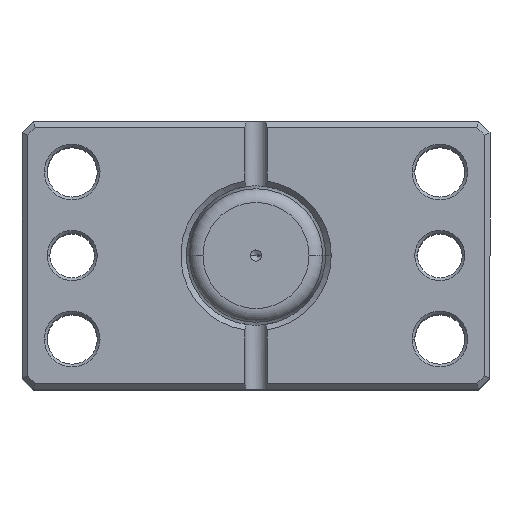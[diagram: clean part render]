
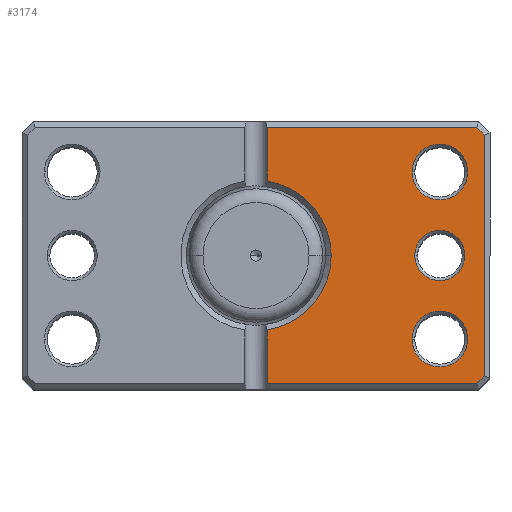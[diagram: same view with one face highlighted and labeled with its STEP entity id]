
A CAD part, top view. The second image highlights one B-rep face of the part: STEP entity #3174.
In plain terms, the highlighted face is planar.
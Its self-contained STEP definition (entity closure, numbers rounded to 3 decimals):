
#80 = EDGE_CURVE ( 'NONE', #6783, #3743, #1143, .T. ) ;
#82 = ORIENTED_EDGE ( 'NONE', *, *, #2277, .T. ) ;
#154 = VECTOR ( 'NONE', #5573, 1000. ) ;
#190 = DIRECTION ( 'NONE',  ( -0.707, 0.707, 0. ) ) ;
#208 = CARTESIAN_POINT ( 'NONE',  ( -31.293, 31.293, 0. ) ) ;
#211 = ORIENTED_EDGE ( 'NONE', *, *, #5942, .T. ) ;
#282 = ORIENTED_EDGE ( 'NONE', *, *, #80, .T. ) ;
#334 = ORIENTED_EDGE ( 'NONE', *, *, #2331, .T. ) ;
#392 = CARTESIAN_POINT ( 'NONE',  ( -2., 23., 0. ) ) ;
#413 = LINE ( 'NONE', #7019, #6043 ) ;
#430 = CARTESIAN_POINT ( 'NONE',  ( -28.5, 0., 0. ) ) ;
#441 = VERTEX_POINT ( 'NONE', #5359 ) ;
#509 = DIRECTION ( 'NONE',  ( 0., 0., 1. ) ) ;
#527 = DIRECTION ( 'NONE',  ( 0., -1., 0. ) ) ;
#610 = ORIENTED_EDGE ( 'NONE', *, *, #5640, .T. ) ;
#702 = LINE ( 'NONE', #1815, #5229 ) ;
#868 = VERTEX_POINT ( 'NONE', #2247 ) ;
#903 = EDGE_CURVE ( 'NONE', #3345, #6341, #2074, .T. ) ;
#996 = LINE ( 'NONE', #2311, #154 ) ;
#1024 = ORIENTED_EDGE ( 'NONE', *, *, #1189, .T. ) ;
#1143 = CIRCLE ( 'NONE', #1474, 4.5 ) ;
#1189 = EDGE_CURVE ( 'NONE', #4620, #6571, #3276, .T. ) ;
#1347 = EDGE_CURVE ( 'NONE', #5241, #441, #702, .T. ) ;
#1369 = DIRECTION ( 'NONE',  ( 0., 0., 1. ) ) ;
#1474 = AXIS2_PLACEMENT_3D ( 'NONE', #2968, #1634, #2755 ) ;
#1545 = CARTESIAN_POINT ( 'NONE',  ( -33., 15., 0. ) ) ;
#1559 = PLANE ( 'NONE',  #5541 ) ;
#1613 = CARTESIAN_POINT ( 'NONE',  ( -33., -15., 0. ) ) ;
#1634 = DIRECTION ( 'NONE',  ( 0., 0., 1. ) ) ;
#1703 = VECTOR ( 'NONE', #527, 1000. ) ;
#1815 = CARTESIAN_POINT ( 'NONE',  ( -31.293, -31.293, 0. ) ) ;
#2074 = CIRCLE ( 'NONE', #5818, 5. ) ;
#2081 = DIRECTION ( 'NONE',  ( 1., 0., 0. ) ) ;
#2109 = EDGE_CURVE ( 'NONE', #2891, #3929, #4772, .T. ) ;
#2146 = EDGE_CURVE ( 'NONE', #3042, #4354, #5888, .T. ) ;
#2163 = DIRECTION ( 'NONE',  ( 1., 0., 0. ) ) ;
#2207 = CARTESIAN_POINT ( 'NONE',  ( -28., -15., 0. ) ) ;
#2247 = CARTESIAN_POINT ( 'NONE',  ( -13.5, 0., 0. ) ) ;
#2277 = EDGE_CURVE ( 'NONE', #4583, #2463, #5382, .T. ) ;
#2307 = CIRCLE ( 'NONE', #2439, 4.5 ) ;
#2309 = CARTESIAN_POINT ( 'NONE',  ( -2., -23., 0. ) ) ;
#2311 = CARTESIAN_POINT ( 'NONE',  ( 0., -23., 0. ) ) ;
#2331 = EDGE_CURVE ( 'NONE', #3743, #6783, #2307, .T. ) ;
#2419 = DIRECTION ( 'NONE',  ( 0., 0., 1. ) ) ;
#2439 = AXIS2_PLACEMENT_3D ( 'NONE', #5678, #2419, #6221 ) ;
#2463 = VERTEX_POINT ( 'NONE', #6338 ) ;
#2699 = CARTESIAN_POINT ( 'NONE',  ( 0., 0., 0. ) ) ;
#2719 = CARTESIAN_POINT ( 'NONE',  ( -41., 0., 0. ) ) ;
#2755 = DIRECTION ( 'NONE',  ( 1., 0., 0. ) ) ;
#2891 = VERTEX_POINT ( 'NONE', #3526 ) ;
#2965 = VECTOR ( 'NONE', #6510, 1000. ) ;
#2968 = CARTESIAN_POINT ( 'NONE',  ( -33., 0., 0. ) ) ;
#2970 = DIRECTION ( 'NONE',  ( 0., 0., 1. ) ) ;
#3009 = VECTOR ( 'NONE', #4910, 1000. ) ;
#3042 = VERTEX_POINT ( 'NONE', #392 ) ;
#3109 = EDGE_LOOP ( 'NONE', ( #3111, #1024 ) ) ;
#3111 = ORIENTED_EDGE ( 'NONE', *, *, #6190, .T. ) ;
#3148 = ORIENTED_EDGE ( 'NONE', *, *, #6562, .T. ) ;
#3174 = ADVANCED_FACE ( 'NONE', ( #3740, #6462, #4843, #3404 ), #1559, .F. ) ;
#3269 = ORIENTED_EDGE ( 'NONE', *, *, #2146, .T. ) ;
#3276 = CIRCLE ( 'NONE', #6668, 5. ) ;
#3292 = CARTESIAN_POINT ( 'NONE',  ( -2., 13.351, 0. ) ) ;
#3345 = VERTEX_POINT ( 'NONE', #3453 ) ;
#3404 = FACE_OUTER_BOUND ( 'NONE', #6565, .T. ) ;
#3453 = CARTESIAN_POINT ( 'NONE',  ( -38., -15., 0. ) ) ;
#3465 = CARTESIAN_POINT ( 'NONE',  ( -33., -15., 0. ) ) ;
#3471 = CARTESIAN_POINT ( 'NONE',  ( -37.5, 0., 0. ) ) ;
#3526 = CARTESIAN_POINT ( 'NONE',  ( -2., -13.351, 0. ) ) ;
#3639 = CARTESIAN_POINT ( 'NONE',  ( -41., 21.586, 0. ) ) ;
#3740 = FACE_BOUND ( 'NONE', #5050, .T. ) ;
#3743 = VERTEX_POINT ( 'NONE', #430 ) ;
#3768 = DIRECTION ( 'NONE',  ( 1., 0., 0. ) ) ;
#3794 = CIRCLE ( 'NONE', #6089, 13.5 ) ;
#3929 = VERTEX_POINT ( 'NONE', #2309 ) ;
#4005 = DIRECTION ( 'NONE',  ( 0.707, 0.707, 0. ) ) ;
#4075 = CARTESIAN_POINT ( 'NONE',  ( -39.586, -23., 0. ) ) ;
#4225 = LINE ( 'NONE', #2719, #2965 ) ;
#4245 = ORIENTED_EDGE ( 'NONE', *, *, #5431, .T. ) ;
#4316 = DIRECTION ( 'NONE',  ( 1., 0., 0. ) ) ;
#4341 = CARTESIAN_POINT ( 'NONE',  ( -2., 24., 0. ) ) ;
#4354 = VERTEX_POINT ( 'NONE', #3292 ) ;
#4443 = AXIS2_PLACEMENT_3D ( 'NONE', #6212, #2970, #6766 ) ;
#4583 = VERTEX_POINT ( 'NONE', #3639 ) ;
#4620 = VERTEX_POINT ( 'NONE', #5850 ) ;
#4628 = CARTESIAN_POINT ( 'NONE',  ( 0., 0., 0. ) ) ;
#4772 = LINE ( 'NONE', #4341, #1703 ) ;
#4843 = FACE_BOUND ( 'NONE', #3109, .T. ) ;
#4910 = DIRECTION ( 'NONE',  ( 0., -1., 0. ) ) ;
#5045 = ORIENTED_EDGE ( 'NONE', *, *, #1347, .T. ) ;
#5050 = EDGE_LOOP ( 'NONE', ( #282, #334 ) ) ;
#5066 = AXIS2_PLACEMENT_3D ( 'NONE', #1613, #5436, #2163 ) ;
#5185 = DIRECTION ( 'NONE',  ( 1., 0., 0. ) ) ;
#5229 = VECTOR ( 'NONE', #190, 1000. ) ;
#5232 = DIRECTION ( 'NONE',  ( 0., 0., 1. ) ) ;
#5241 = VERTEX_POINT ( 'NONE', #4075 ) ;
#5359 = CARTESIAN_POINT ( 'NONE',  ( -41., -21.586, 0. ) ) ;
#5360 = DIRECTION ( 'NONE',  ( 0., 0., 1. ) ) ;
#5382 = LINE ( 'NONE', #208, #6651 ) ;
#5431 = EDGE_CURVE ( 'NONE', #2463, #3042, #413, .T. ) ;
#5436 = DIRECTION ( 'NONE',  ( 0., 0., 1. ) ) ;
#5448 = ORIENTED_EDGE ( 'NONE', *, *, #2109, .T. ) ;
#5479 = EDGE_CURVE ( 'NONE', #6341, #3345, #5871, .T. ) ;
#5541 = AXIS2_PLACEMENT_3D ( 'NONE', #2699, #509, #4316 ) ;
#5573 = DIRECTION ( 'NONE',  ( -1., 0., 0. ) ) ;
#5640 = EDGE_CURVE ( 'NONE', #3929, #5241, #996, .T. ) ;
#5678 = CARTESIAN_POINT ( 'NONE',  ( -33., 0., 0. ) ) ;
#5818 = AXIS2_PLACEMENT_3D ( 'NONE', #3465, #6283, #6342 ) ;
#5850 = CARTESIAN_POINT ( 'NONE',  ( -28., 15., 0. ) ) ;
#5868 = ORIENTED_EDGE ( 'NONE', *, *, #5479, .T. ) ;
#5871 = CIRCLE ( 'NONE', #5066, 5. ) ;
#5888 = LINE ( 'NONE', #6009, #3009 ) ;
#5942 = EDGE_CURVE ( 'NONE', #868, #2891, #6799, .T. ) ;
#5965 = CARTESIAN_POINT ( 'NONE',  ( -38., 15., 0. ) ) ;
#6009 = CARTESIAN_POINT ( 'NONE',  ( -2., 24., 0. ) ) ;
#6043 = VECTOR ( 'NONE', #3768, 1000. ) ;
#6089 = AXIS2_PLACEMENT_3D ( 'NONE', #4628, #1369, #5185 ) ;
#6190 = EDGE_CURVE ( 'NONE', #6571, #4620, #6950, .T. ) ;
#6212 = CARTESIAN_POINT ( 'NONE',  ( 0., 0., 0. ) ) ;
#6221 = DIRECTION ( 'NONE',  ( 1., 0., 0. ) ) ;
#6241 = ORIENTED_EDGE ( 'NONE', *, *, #903, .T. ) ;
#6283 = DIRECTION ( 'NONE',  ( 0., 0., 1. ) ) ;
#6310 = DIRECTION ( 'NONE',  ( 1., 0., 0. ) ) ;
#6338 = CARTESIAN_POINT ( 'NONE',  ( -39.586, 23., 0. ) ) ;
#6341 = VERTEX_POINT ( 'NONE', #2207 ) ;
#6342 = DIRECTION ( 'NONE',  ( 1., 0., 0. ) ) ;
#6357 = CARTESIAN_POINT ( 'NONE',  ( -33., 15., 0. ) ) ;
#6407 = ORIENTED_EDGE ( 'NONE', *, *, #6858, .T. ) ;
#6462 = FACE_BOUND ( 'NONE', #6956, .T. ) ;
#6504 = AXIS2_PLACEMENT_3D ( 'NONE', #1545, #5360, #2081 ) ;
#6510 = DIRECTION ( 'NONE',  ( 0., 1., 0. ) ) ;
#6562 = EDGE_CURVE ( 'NONE', #441, #4583, #4225, .T. ) ;
#6565 = EDGE_LOOP ( 'NONE', ( #3269, #6407, #211, #5448, #610, #5045, #3148, #82, #4245 ) ) ;
#6571 = VERTEX_POINT ( 'NONE', #5965 ) ;
#6651 = VECTOR ( 'NONE', #4005, 1000. ) ;
#6668 = AXIS2_PLACEMENT_3D ( 'NONE', #6357, #5232, #6310 ) ;
#6766 = DIRECTION ( 'NONE',  ( 1., 0., 0. ) ) ;
#6783 = VERTEX_POINT ( 'NONE', #3471 ) ;
#6799 = CIRCLE ( 'NONE', #4443, 13.5 ) ;
#6858 = EDGE_CURVE ( 'NONE', #4354, #868, #3794, .T. ) ;
#6950 = CIRCLE ( 'NONE', #6504, 5. ) ;
#6956 = EDGE_LOOP ( 'NONE', ( #6241, #5868 ) ) ;
#7019 = CARTESIAN_POINT ( 'NONE',  ( 0., 23., 0. ) ) ;
